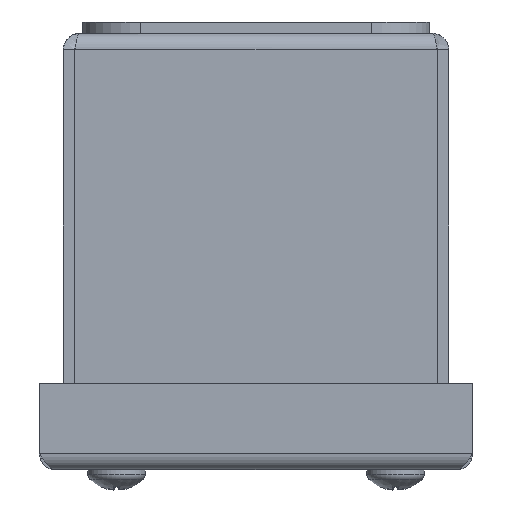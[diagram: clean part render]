
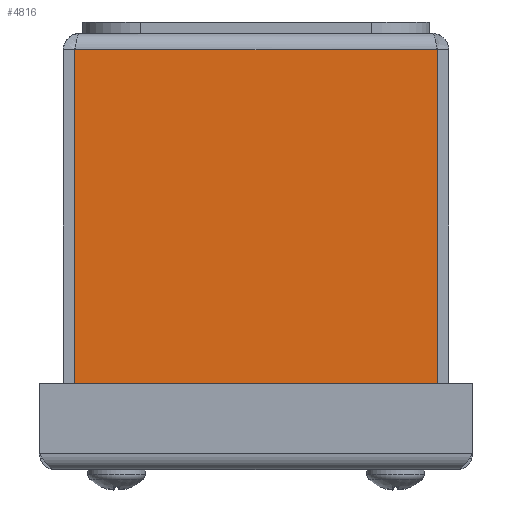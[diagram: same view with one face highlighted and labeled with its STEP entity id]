
A CAD part, front view. The second image highlights one B-rep face of the part: STEP entity #4816.
In plain terms, the highlighted planar face has unit normal (0, -1, 0).
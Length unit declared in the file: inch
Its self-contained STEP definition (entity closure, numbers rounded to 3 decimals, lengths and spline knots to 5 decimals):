
#543=PLANE('',#5203);
#788=FACE_OUTER_BOUND('',#1104,.T.);
#1104=EDGE_LOOP('',(#4118,#4119,#4120,#4121));
#1524=LINE('',#8315,#1932);
#1534=LINE('',#8340,#1942);
#1535=LINE('',#8342,#1943);
#1536=LINE('',#8343,#1944);
#1932=VECTOR('',#6236,2.35059);
#1942=VECTOR('',#6268,2.2895);
#1943=VECTOR('',#6269,2.35059);
#1944=VECTOR('',#6270,2.2895);
#2418=VERTEX_POINT('',#8312);
#2419=VERTEX_POINT('',#8314);
#2423=VERTEX_POINT('',#8339);
#2424=VERTEX_POINT('',#8341);
#2991=EDGE_CURVE('',#2419,#2418,#1524,.T.);
#3004=EDGE_CURVE('',#2423,#2418,#1534,.T.);
#3005=EDGE_CURVE('',#2423,#2424,#1535,.T.);
#3006=EDGE_CURVE('',#2419,#2424,#1536,.T.);
#4118=ORIENTED_EDGE('',*,*,#2991,.T.);
#4119=ORIENTED_EDGE('',*,*,#3004,.F.);
#4120=ORIENTED_EDGE('',*,*,#3005,.T.);
#4121=ORIENTED_EDGE('',*,*,#3006,.F.);
#4816=ADVANCED_FACE('',(#788),#543,.F.);
#5203=AXIS2_PLACEMENT_3D('',#8338,#6266,#6267);
#6236=DIRECTION('',(-1.,0.,0.));
#6266=DIRECTION('center_axis',(0.,1.,0.));
#6267=DIRECTION('ref_axis',(1.,0.,0.));
#6268=DIRECTION('',(0.,0.,1.));
#6269=DIRECTION('',(1.,0.,0.));
#6270=DIRECTION('',(0.,0.,-1.));
#8312=CARTESIAN_POINT('',(0.07471,0.,2.39475));
#8314=CARTESIAN_POINT('',(2.42529,0.,2.39475));
#8315=CARTESIAN_POINT('',(1.83765,0.,2.39475));
#8338=CARTESIAN_POINT('Origin',(1.25,0.,1.22219));
#8339=CARTESIAN_POINT('',(0.07471,0.,0.10525));
#8340=CARTESIAN_POINT('',(0.07471,0.,0.10525));
#8341=CARTESIAN_POINT('',(2.42529,0.,0.10525));
#8342=CARTESIAN_POINT('',(1.25,0.,0.10525));
#8343=CARTESIAN_POINT('',(2.42529,0.,0.10525));
